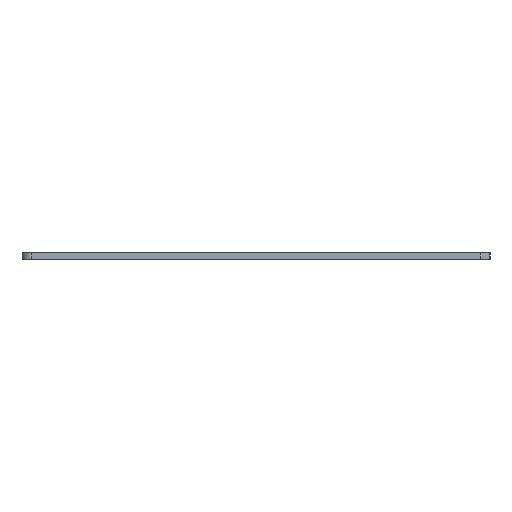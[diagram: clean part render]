
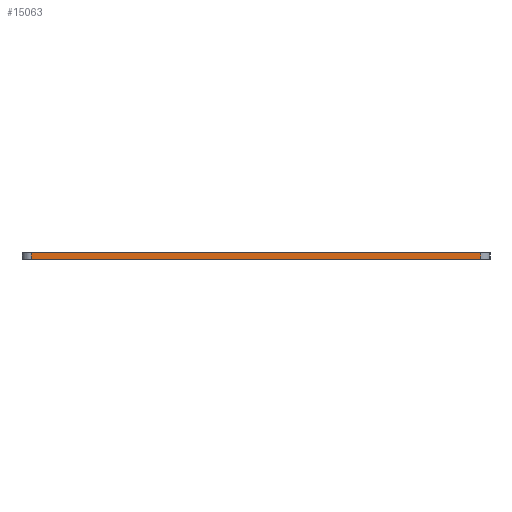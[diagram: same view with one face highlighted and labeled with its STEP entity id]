
A CAD part, left-side view. The second image highlights one B-rep face of the part: STEP entity #15063.
In plain terms, the highlighted planar face has unit normal (-1, 0, 0).
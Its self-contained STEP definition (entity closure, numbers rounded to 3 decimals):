
#563=PLANE('',#16541);
#1299=FACE_OUTER_BOUND('',#2219,.T.);
#2219=EDGE_LOOP('',(#13951,#13952,#13953,#13954));
#2268=LINE('',#21114,#3730);
#2666=LINE('',#22657,#4128);
#3036=LINE('',#24066,#4498);
#3039=LINE('',#24075,#4501);
#3730=VECTOR('',#16686,10.);
#4128=VECTOR('',#17890,10.);
#4498=VECTOR('',#19006,10.);
#4501=VECTOR('',#19021,10.);
#5943=VERTEX_POINT('',#21111);
#5944=VERTEX_POINT('',#21113);
#6685=VERTEX_POINT('',#22654);
#6686=VERTEX_POINT('',#22656);
#7428=EDGE_CURVE('',#5944,#5943,#2268,.T.);
#8200=EDGE_CURVE('',#6685,#6686,#2666,.T.);
#8908=EDGE_CURVE('',#5944,#6685,#3036,.T.);
#8911=EDGE_CURVE('',#5943,#6686,#3039,.T.);
#13951=ORIENTED_EDGE('',*,*,#8200,.F.);
#13952=ORIENTED_EDGE('',*,*,#8908,.F.);
#13953=ORIENTED_EDGE('',*,*,#7428,.T.);
#13954=ORIENTED_EDGE('',*,*,#8911,.T.);
#15063=ADVANCED_FACE('',(#1299),#563,.T.);
#16541=AXIS2_PLACEMENT_3D('',#25364,#20955,#20956);
#16686=DIRECTION('',(0.,1.,0.));
#17890=DIRECTION('',(0.,1.,0.));
#19006=DIRECTION('',(0.,0.,-1.));
#19021=DIRECTION('',(0.,0.,-1.));
#20955=DIRECTION('center_axis',(-1.,0.,0.));
#20956=DIRECTION('ref_axis',(0.,-1.,0.));
#21111=CARTESIAN_POINT('',(31.737,-37.676,1.5));
#21113=CARTESIAN_POINT('',(31.737,-136.926,1.5));
#21114=CARTESIAN_POINT('',(31.737,-39.676,1.5));
#22654=CARTESIAN_POINT('',(31.737,-136.926,0.));
#22656=CARTESIAN_POINT('',(31.737,-37.676,0.));
#22657=CARTESIAN_POINT('',(31.737,-39.676,0.));
#24066=CARTESIAN_POINT('',(31.737,-136.926,1.5));
#24075=CARTESIAN_POINT('',(31.737,-37.676,1.5));
#25364=CARTESIAN_POINT('Origin',(31.737,-39.676,0.));
